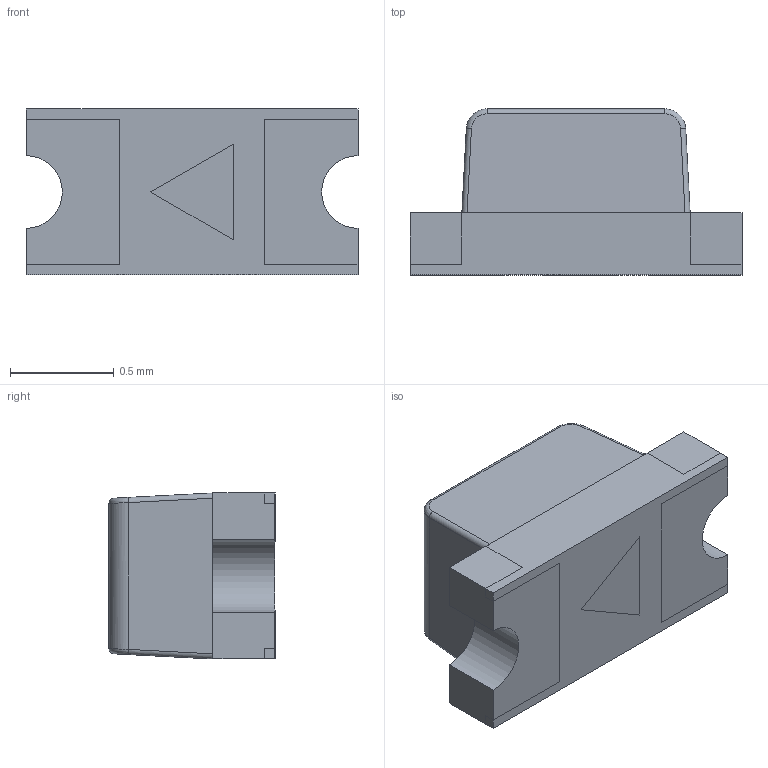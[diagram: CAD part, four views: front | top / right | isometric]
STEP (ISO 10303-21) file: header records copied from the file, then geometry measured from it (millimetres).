
FILE_DESCRIPTION (( 'STEP AP214' ), '1' );
FILE_NAME ('150060VS75000.STEP', '2023-03-21T08:11:59', ( '' ), ( '' ), 'SwSTEP 2.0', 'SolidWorks 2017', '' );
FILE_SCHEMA (( 'AUTOMOTIVE_DESIGN' ));
Length unit declared in the file: millimetre
Products named in the file (1): 150060VS75000
Bounding box: 1.6 x 0.8 x 0.8 mm (x, y, z)
Volume: 0.8 mm3; surface area: 7.7 mm2
Topology: 5 solids, 5 shells, 86 faces, 200 edges, 125 vertices
Faces by surface type: plane 72, cylinder 10, bspline 4
Entity records: 2474 total; most frequent: CARTESIAN_POINT 492, ORIENTED_EDGE 400, DIRECTION 366, EDGE_CURVE 200, LINE 176, VECTOR 176, VERTEX_POINT 125, AXIS2_PLACEMENT_3D 95
